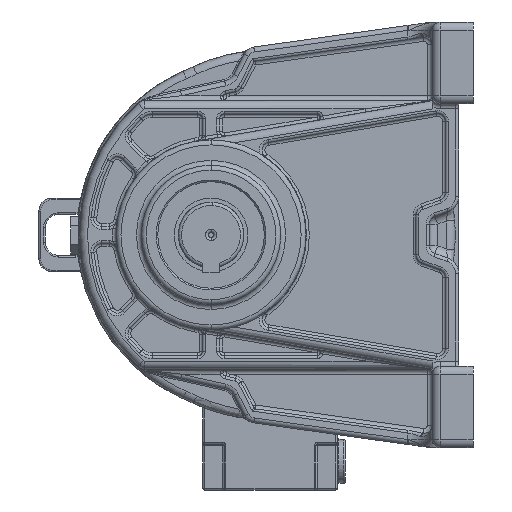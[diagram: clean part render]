
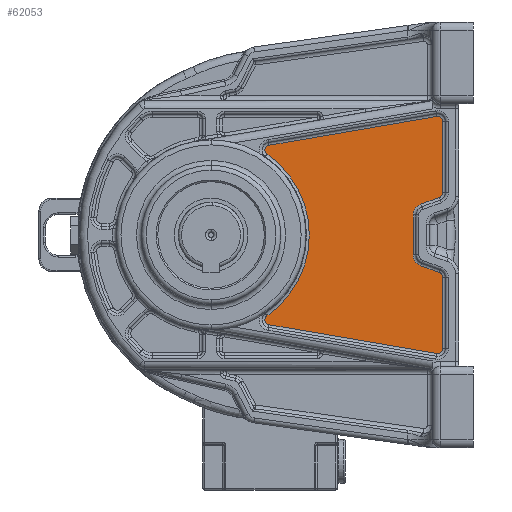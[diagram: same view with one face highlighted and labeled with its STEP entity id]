
A CAD part, left-side view. The second image highlights one B-rep face of the part: STEP entity #62053.
In plain terms, the highlighted planar face has unit normal (-1, 0, 0).
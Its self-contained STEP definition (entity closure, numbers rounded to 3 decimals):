
#2184 = ORIENTED_EDGE ( 'NONE', *, *, #36866, .F. ) ;
#2337 = ORIENTED_EDGE ( 'NONE', *, *, #55124, .F. ) ;
#3470 = ORIENTED_EDGE ( 'NONE', *, *, #4472, .F. ) ;
#4154 = EDGE_CURVE ( 'NONE', #9688, #48529, #36115, .T. ) ;
#4472 = EDGE_CURVE ( 'NONE', #12357, #15833, #17618, .T. ) ;
#4516 = ORIENTED_EDGE ( 'NONE', *, *, #27953, .F. ) ;
#4609 = VECTOR ( 'NONE', #62369, 1000. ) ;
#5222 = VERTEX_POINT ( 'NONE', #39479 ) ;
#5459 = DIRECTION ( 'NONE',  ( 0., 1., 0. ) ) ;
#6170 = CARTESIAN_POINT ( 'NONE',  ( -138.5, -102.315, -69.386 ) ) ;
#7703 = CIRCLE ( 'NONE', #72124, 3. ) ;
#7717 = VERTEX_POINT ( 'NONE', #38680 ) ;
#7927 = DIRECTION ( 'NONE',  ( 0., 0., -1. ) ) ;
#7996 = AXIS2_PLACEMENT_3D ( 'NONE', #56332, #55634, #60741 ) ;
#8041 = ORIENTED_EDGE ( 'NONE', *, *, #49227, .F. ) ;
#8715 = EDGE_CURVE ( 'NONE', #48529, #22132, #11726, .T. ) ;
#8876 = VERTEX_POINT ( 'NONE', #18201 ) ;
#9626 = CARTESIAN_POINT ( 'NONE',  ( -138.5, -91.921, 18.777 ) ) ;
#9688 = VERTEX_POINT ( 'NONE', #14630 ) ;
#10859 = DIRECTION ( 'NONE',  ( 1., 0., 0. ) ) ;
#10896 = DIRECTION ( 'NONE',  ( 0., 0.169, 0.986 ) ) ;
#11017 = DIRECTION ( 'NONE',  ( 0., -0.569, -0.822 ) ) ;
#11335 = DIRECTION ( 'NONE',  ( 0., 0.342, 0.94 ) ) ;
#11726 = CIRCLE ( 'NONE', #24566, 7. ) ;
#12092 = ORIENTED_EDGE ( 'NONE', *, *, #65920, .F. ) ;
#12357 = VERTEX_POINT ( 'NONE', #55548 ) ;
#13029 = CIRCLE ( 'NONE', #65742, 3. ) ;
#13106 = CARTESIAN_POINT ( 'NONE',  ( -138.5, 0.19, -51.805 ) ) ;
#13199 = ORIENTED_EDGE ( 'NONE', *, *, #8715, .F. ) ;
#13578 = PLANE ( 'NONE',  #48884 ) ;
#13640 = VERTEX_POINT ( 'NONE', #9626 ) ;
#13849 = CIRCLE ( 'NONE', #7996, 3. ) ;
#14451 = VERTEX_POINT ( 'NONE', #25098 ) ;
#14630 = CARTESIAN_POINT ( 'NONE',  ( -138.5, -87.315, 12.199 ) ) ;
#15619 = CARTESIAN_POINT ( 'NONE',  ( -138.5, -102.315, -25.753 ) ) ;
#15665 = CARTESIAN_POINT ( 'NONE',  ( -138.5, -102.315, 25.753 ) ) ;
#15833 = VERTEX_POINT ( 'NONE', #37295 ) ;
#17150 = DIRECTION ( 'NONE',  ( 1., 0., 0. ) ) ;
#17618 = LINE ( 'NONE', #39994, #4609 ) ;
#18106 = CIRCLE ( 'NONE', #56825, 3. ) ;
#18201 = CARTESIAN_POINT ( 'NONE',  ( -138.5, -105.315, -69.386 ) ) ;
#18484 = AXIS2_PLACEMENT_3D ( 'NONE', #22329, #32979, #11017 ) ;
#18583 = DIRECTION ( 'NONE',  ( 1., 0., 0. ) ) ;
#20717 = DIRECTION ( 'NONE',  ( 0., 0.94, -0.342 ) ) ;
#21101 = LINE ( 'NONE', #66575, #23978 ) ;
#22132 = VERTEX_POINT ( 'NONE', #34759 ) ;
#22212 = CIRCLE ( 'NONE', #64367, 3. ) ;
#22329 = CARTESIAN_POINT ( 'NONE',  ( -138.5, 36.04, 0. ) ) ;
#22348 = ORIENTED_EDGE ( 'NONE', *, *, #39017, .F. ) ;
#22508 = EDGE_CURVE ( 'NONE', #7717, #61151, #22212, .T. ) ;
#23331 = ORIENTED_EDGE ( 'NONE', *, *, #4154, .F. ) ;
#23978 = VECTOR ( 'NONE', #71709, 1000. ) ;
#24534 = CARTESIAN_POINT ( 'NONE',  ( -138.5, 0., 0. ) ) ;
#24566 = AXIS2_PLACEMENT_3D ( 'NONE', #32183, #61158, #5459 ) ;
#24944 = EDGE_LOOP ( 'NONE', ( #25326, #2337, #49658, #67401, #51883, #13199, #23331, #59234, #12092, #39067, #4516, #2184, #3470, #71281, #22348, #8041 ) ) ;
#25098 = CARTESIAN_POINT ( 'NONE',  ( -138.5, -101.808, -72.342 ) ) ;
#25326 = ORIENTED_EDGE ( 'NONE', *, *, #65157, .F. ) ;
#25638 = DIRECTION ( 'NONE',  ( 0., 0., -1. ) ) ;
#27368 = DIRECTION ( 'NONE',  ( 1., 0., 0. ) ) ;
#27953 = EDGE_CURVE ( 'NONE', #45731, #7717, #52117, .T. ) ;
#29004 = VERTEX_POINT ( 'NONE', #57616 ) ;
#29308 = FACE_OUTER_BOUND ( 'NONE', #24944, .T. ) ;
#31030 = DIRECTION ( 'NONE',  ( 0., -1., 0. ) ) ;
#31474 = CARTESIAN_POINT ( 'NONE',  ( -138.5, -103.341, 22.934 ) ) ;
#32183 = CARTESIAN_POINT ( 'NONE',  ( -138.5, -94.315, -12.199 ) ) ;
#32979 = DIRECTION ( 'NONE',  ( -1., 0., 0. ) ) ;
#34759 = CARTESIAN_POINT ( 'NONE',  ( -138.5, -91.921, -18.777 ) ) ;
#34874 = CIRCLE ( 'NONE', #18484, 60. ) ;
#35081 = DIRECTION ( 'NONE',  ( 0., 0.169, -0.986 ) ) ;
#35550 = DIRECTION ( 'NONE',  ( -1., 0., 0. ) ) ;
#36115 = LINE ( 'NONE', #46753, #59294 ) ;
#36866 = EDGE_CURVE ( 'NONE', #15833, #45731, #7703, .T. ) ;
#37295 = CARTESIAN_POINT ( 'NONE',  ( -138.5, -101.808, 72.342 ) ) ;
#37844 = CARTESIAN_POINT ( 'NONE',  ( -138.5, -101.808, -72.342 ) ) ;
#38680 = CARTESIAN_POINT ( 'NONE',  ( -138.5, -105.315, 25.753 ) ) ;
#39017 = EDGE_CURVE ( 'NONE', #5222, #45368, #34874, .T. ) ;
#39067 = ORIENTED_EDGE ( 'NONE', *, *, #22508, .F. ) ;
#39479 = CARTESIAN_POINT ( 'NONE',  ( -138.5, 1.897, -49.338 ) ) ;
#39994 = CARTESIAN_POINT ( 'NONE',  ( -138.5, 0.697, 54.762 ) ) ;
#40439 = AXIS2_PLACEMENT_3D ( 'NONE', #6170, #17150, #31030 ) ;
#41663 = CARTESIAN_POINT ( 'NONE',  ( -138.5, -105.315, 69.386 ) ) ;
#42138 = LINE ( 'NONE', #60103, #58146 ) ;
#43470 = VECTOR ( 'NONE', #25638, 1000. ) ;
#43814 = LINE ( 'NONE', #48229, #53825 ) ;
#44850 = EDGE_CURVE ( 'NONE', #51582, #54292, #18106, .T. ) ;
#44937 = EDGE_CURVE ( 'NONE', #54292, #8876, #21101, .T. ) ;
#45106 = CIRCLE ( 'NONE', #40439, 3. ) ;
#45368 = VERTEX_POINT ( 'NONE', #56497 ) ;
#45731 = VERTEX_POINT ( 'NONE', #41663 ) ;
#46753 = CARTESIAN_POINT ( 'NONE',  ( -138.5, -87.315, 12.199 ) ) ;
#48229 = CARTESIAN_POINT ( 'NONE',  ( -138.5, -103.341, 22.934 ) ) ;
#48495 = DIRECTION ( 'NONE',  ( 0., 0.986, 0.169 ) ) ;
#48529 = VERTEX_POINT ( 'NONE', #63137 ) ;
#48680 = DIRECTION ( 'NONE',  ( 1., 0., 0. ) ) ;
#48884 = AXIS2_PLACEMENT_3D ( 'NONE', #24534, #35550, #57952 ) ;
#49227 = EDGE_CURVE ( 'NONE', #29004, #5222, #13029, .T. ) ;
#49658 = ORIENTED_EDGE ( 'NONE', *, *, #44937, .F. ) ;
#51582 = VERTEX_POINT ( 'NONE', #59677 ) ;
#51883 = ORIENTED_EDGE ( 'NONE', *, *, #61119, .F. ) ;
#52117 = LINE ( 'NONE', #59063, #43470 ) ;
#53825 = VECTOR ( 'NONE', #20717, 1000. ) ;
#54292 = VERTEX_POINT ( 'NONE', #65224 ) ;
#54795 = AXIS2_PLACEMENT_3D ( 'NONE', #61896, #61561, #11335 ) ;
#55124 = EDGE_CURVE ( 'NONE', #8876, #14451, #45106, .T. ) ;
#55548 = CARTESIAN_POINT ( 'NONE',  ( -138.5, 0.697, 54.762 ) ) ;
#55634 = DIRECTION ( 'NONE',  ( 1., 0., 0. ) ) ;
#55654 = DIRECTION ( 'NONE',  ( 0., -1., 0. ) ) ;
#56332 = CARTESIAN_POINT ( 'NONE',  ( -138.5, 0.19, 51.805 ) ) ;
#56497 = CARTESIAN_POINT ( 'NONE',  ( -138.5, 1.897, 49.338 ) ) ;
#56825 = AXIS2_PLACEMENT_3D ( 'NONE', #15619, #10859, #72429 ) ;
#57616 = CARTESIAN_POINT ( 'NONE',  ( -138.5, 0.697, -54.762 ) ) ;
#57952 = DIRECTION ( 'NONE',  ( 0., 0., 1. ) ) ;
#58146 = VECTOR ( 'NONE', #64874, 1000. ) ;
#59063 = CARTESIAN_POINT ( 'NONE',  ( -138.5, -105.315, 69.386 ) ) ;
#59234 = ORIENTED_EDGE ( 'NONE', *, *, #62304, .F. ) ;
#59294 = VECTOR ( 'NONE', #7927, 1000. ) ;
#59677 = CARTESIAN_POINT ( 'NONE',  ( -138.5, -103.341, -22.934 ) ) ;
#60103 = CARTESIAN_POINT ( 'NONE',  ( -138.5, -91.921, -18.777 ) ) ;
#60741 = DIRECTION ( 'NONE',  ( 0., 0.569, -0.822 ) ) ;
#60749 = CARTESIAN_POINT ( 'NONE',  ( -138.5, -102.315, 69.386 ) ) ;
#61119 = EDGE_CURVE ( 'NONE', #22132, #51582, #42138, .T. ) ;
#61151 = VERTEX_POINT ( 'NONE', #31474 ) ;
#61158 = DIRECTION ( 'NONE',  ( -1., 0., 0. ) ) ;
#61561 = DIRECTION ( 'NONE',  ( -1., 0., 0. ) ) ;
#61896 = CARTESIAN_POINT ( 'NONE',  ( -138.5, -94.315, 12.199 ) ) ;
#62053 = ADVANCED_FACE ( 'NONE', ( #29308 ), #13578, .T. ) ;
#62304 = EDGE_CURVE ( 'NONE', #13640, #9688, #69985, .T. ) ;
#62369 = DIRECTION ( 'NONE',  ( 0., -0.986, 0.169 ) ) ;
#62802 = EDGE_CURVE ( 'NONE', #45368, #12357, #13849, .T. ) ;
#63137 = CARTESIAN_POINT ( 'NONE',  ( -138.5, -87.315, -12.199 ) ) ;
#64367 = AXIS2_PLACEMENT_3D ( 'NONE', #15665, #27368, #55654 ) ;
#64398 = VECTOR ( 'NONE', #48495, 1000. ) ;
#64874 = DIRECTION ( 'NONE',  ( 0., -0.94, -0.342 ) ) ;
#65157 = EDGE_CURVE ( 'NONE', #14451, #29004, #70108, .T. ) ;
#65224 = CARTESIAN_POINT ( 'NONE',  ( -138.5, -105.315, -25.753 ) ) ;
#65742 = AXIS2_PLACEMENT_3D ( 'NONE', #13106, #18583, #35081 ) ;
#65920 = EDGE_CURVE ( 'NONE', #61151, #13640, #43814, .T. ) ;
#66575 = CARTESIAN_POINT ( 'NONE',  ( -138.5, -105.315, -25.753 ) ) ;
#67401 = ORIENTED_EDGE ( 'NONE', *, *, #44850, .F. ) ;
#69985 = CIRCLE ( 'NONE', #54795, 7. ) ;
#70108 = LINE ( 'NONE', #37844, #64398 ) ;
#71281 = ORIENTED_EDGE ( 'NONE', *, *, #62802, .F. ) ;
#71709 = DIRECTION ( 'NONE',  ( 0., 0., -1. ) ) ;
#72124 = AXIS2_PLACEMENT_3D ( 'NONE', #60749, #48680, #10896 ) ;
#72429 = DIRECTION ( 'NONE',  ( 0., -0.342, 0.94 ) ) ;
